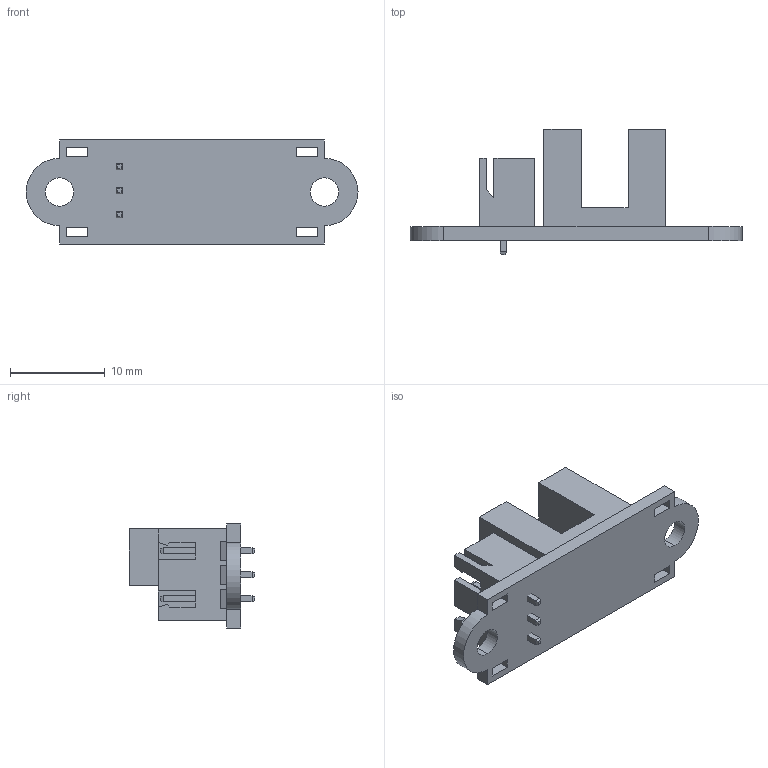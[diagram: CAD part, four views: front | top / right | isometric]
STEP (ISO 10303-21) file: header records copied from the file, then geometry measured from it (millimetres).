
FILE_DESCRIPTION (( 'STEP AP214' ), '1' );
FILE_NAME ('OpticalEndstop.STEP', '2020-05-16T16:36:01', ( '' ), ( '' ), 'SwSTEP 2.0', 'SolidWorks 2019', '' );
FILE_SCHEMA (( 'AUTOMOTIVE_DESIGN' ));
Length unit declared in the file: millimetre
Products named in the file (3): JST - XH - Thru (V) - 3Pin - 2.54mm.stp; OpticalEndstop
Assembly tree (2 placements, depth 2):
  OpticalEndstop
    OpticalEndstop
    JST - XH - Thru (V) - 3Pin - 2.54mm.stp
Bounding box: 35.1 x 13.3 x 11 mm (x, y, z)
Volume: 1198.7 mm3; surface area: 1969.7 mm2
Topology: 3 solids, 23 shells, 319 faces, 774 edges, 504 vertices
Faces by surface type: plane 270, bspline 43, cylinder 6
Entity records: 11350 total; most frequent: CARTESIAN_POINT 3289, ORIENTED_EDGE 1548, DIRECTION 1068, EDGE_CURVE 774, VERTEX_POINT 504, LINE 482, VECTOR 482, EDGE_LOOP 346
